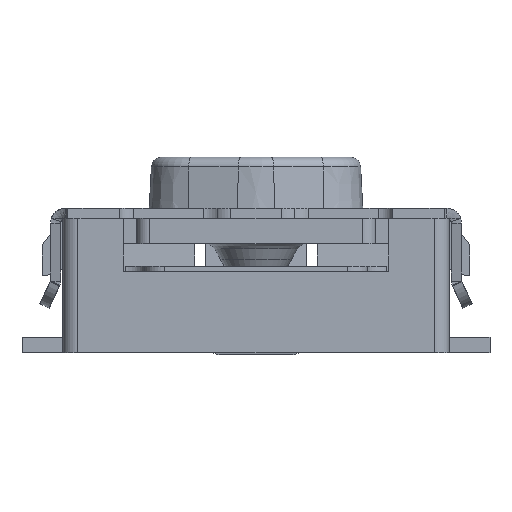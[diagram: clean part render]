
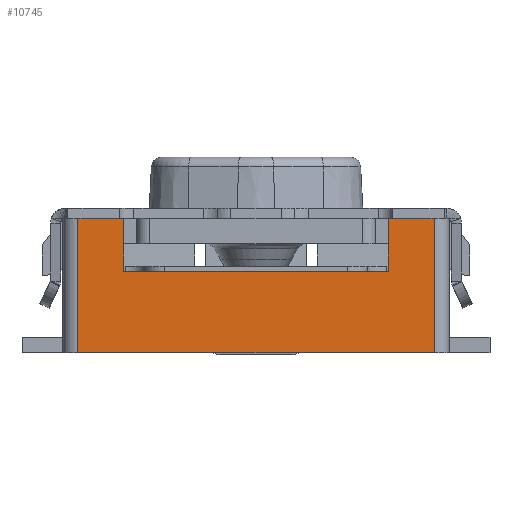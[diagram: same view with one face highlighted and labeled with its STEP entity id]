
A CAD part, front view. The second image highlights one B-rep face of the part: STEP entity #10745.
In plain terms, the highlighted face is planar.
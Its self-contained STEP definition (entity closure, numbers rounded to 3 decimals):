
#1195=FACE_OUTER_BOUND('',#1793,.T.);
#1793=EDGE_LOOP('',(#8791,#8792,#8793,#8794,#8795,#8796,#8797,#8798));
#2737=LINE('',#18753,#3843);
#2754=LINE('',#18796,#3860);
#2755=LINE('',#18798,#3861);
#2756=LINE('',#18800,#3862);
#2757=LINE('',#18802,#3863);
#2758=LINE('',#18804,#3864);
#2759=LINE('',#18805,#3865);
#2760=LINE('',#18806,#3866);
#3843=VECTOR('',#13438,3.5);
#3860=VECTOR('',#13475,0.45);
#3861=VECTOR('',#13476,0.52);
#3862=VECTOR('',#13477,2.6);
#3863=VECTOR('',#13478,0.52);
#3864=VECTOR('',#13479,0.45);
#3865=VECTOR('',#13480,1.32);
#3866=VECTOR('',#13481,1.32);
#4944=VERTEX_POINT('',#18750);
#4945=VERTEX_POINT('',#18752);
#4960=VERTEX_POINT('',#18794);
#4961=VERTEX_POINT('',#18795);
#4962=VERTEX_POINT('',#18797);
#4963=VERTEX_POINT('',#18799);
#4964=VERTEX_POINT('',#18801);
#4965=VERTEX_POINT('',#18803);
#6305=EDGE_CURVE('',#4945,#4944,#2737,.T.);
#6328=EDGE_CURVE('',#4960,#4961,#2754,.T.);
#6329=EDGE_CURVE('',#4960,#4962,#2755,.T.);
#6330=EDGE_CURVE('',#4963,#4962,#2756,.T.);
#6331=EDGE_CURVE('',#4964,#4963,#2757,.T.);
#6332=EDGE_CURVE('',#4965,#4964,#2758,.T.);
#6333=EDGE_CURVE('',#4965,#4945,#2759,.T.);
#6334=EDGE_CURVE('',#4961,#4944,#2760,.T.);
#8791=ORIENTED_EDGE('',*,*,#6328,.F.);
#8792=ORIENTED_EDGE('',*,*,#6329,.T.);
#8793=ORIENTED_EDGE('',*,*,#6330,.F.);
#8794=ORIENTED_EDGE('',*,*,#6331,.F.);
#8795=ORIENTED_EDGE('',*,*,#6332,.F.);
#8796=ORIENTED_EDGE('',*,*,#6333,.T.);
#8797=ORIENTED_EDGE('',*,*,#6305,.T.);
#8798=ORIENTED_EDGE('',*,*,#6334,.F.);
#10246=PLANE('',#11512);
#10745=ADVANCED_FACE('',(#1195),#10246,.T.);
#11512=AXIS2_PLACEMENT_3D('',#18793,#13473,#13474);
#13438=DIRECTION('',(1.,0.,0.));
#13473=DIRECTION('center_axis',(0.,0.,1.));
#13474=DIRECTION('ref_axis',(1.,0.,0.));
#13475=DIRECTION('',(1.,0.,0.));
#13476=DIRECTION('',(0.,-1.,0.));
#13477=DIRECTION('',(1.,0.,0.));
#13478=DIRECTION('',(0.,-1.,0.));
#13479=DIRECTION('',(1.,0.,0.));
#13480=DIRECTION('',(0.,-1.,0.));
#13481=DIRECTION('',(0.,-1.,0.));
#18750=CARTESIAN_POINT('',(1.75,0.,1.4));
#18752=CARTESIAN_POINT('',(-1.75,0.,1.4));
#18753=CARTESIAN_POINT('',(-1.75,0.,1.4));
#18793=CARTESIAN_POINT('Origin',(-1.9,0.,1.4));
#18794=CARTESIAN_POINT('',(1.3,1.32,1.4));
#18795=CARTESIAN_POINT('',(1.75,1.32,1.4));
#18796=CARTESIAN_POINT('',(1.3,1.32,1.4));
#18797=CARTESIAN_POINT('',(1.3,0.8,1.4));
#18798=CARTESIAN_POINT('',(1.3,1.32,1.4));
#18799=CARTESIAN_POINT('',(-1.3,0.8,1.4));
#18800=CARTESIAN_POINT('',(-1.3,0.8,1.4));
#18801=CARTESIAN_POINT('',(-1.3,1.32,1.4));
#18802=CARTESIAN_POINT('',(-1.3,1.32,1.4));
#18803=CARTESIAN_POINT('',(-1.75,1.32,1.4));
#18804=CARTESIAN_POINT('',(-1.75,1.32,1.4));
#18805=CARTESIAN_POINT('',(-1.75,1.32,1.4));
#18806=CARTESIAN_POINT('',(1.75,1.32,1.4));
